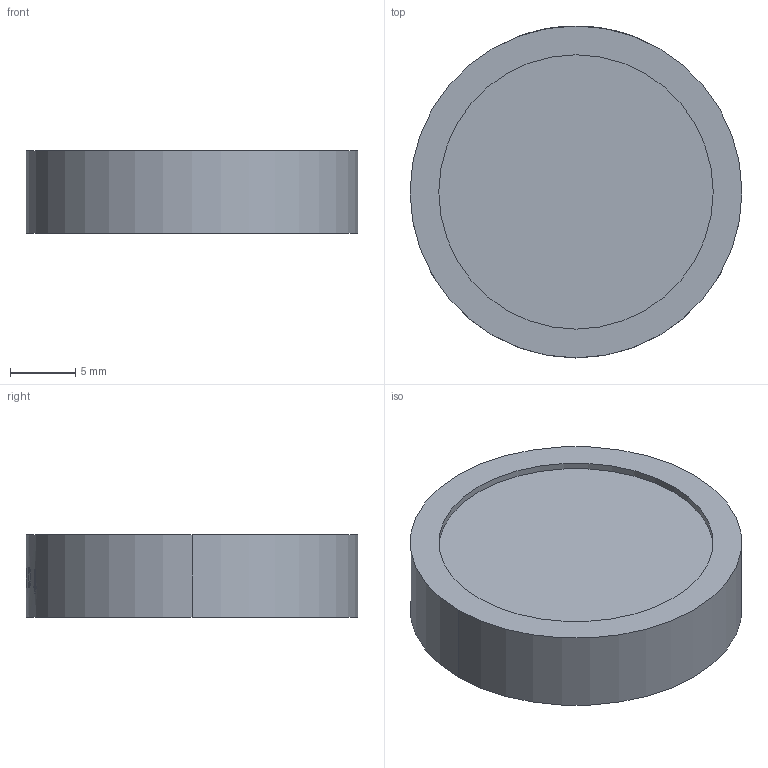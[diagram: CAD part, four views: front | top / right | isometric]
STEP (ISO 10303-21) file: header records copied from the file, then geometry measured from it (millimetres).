
FILE_DESCRIPTION (( 'STEP AP214' ), '1' );
FILE_NAME ('7047-E0W.STEP', '2010-04-23T14:55:57', ( 'Admin' ), ( 'Thorlabs, Inc.' ), 'SwSTEP 2.0', 'SolidWorks 2009', '' );
FILE_SCHEMA (( 'AUTOMOTIVE_DESIGN' ));
Length unit declared in the file: inch
Products named in the file (1): 7047-E0W
Bounding box: 25.4 x 25.4 x 6.3 mm (x, y, z)
Surface area: 1931.8 mm2 (no closed solid volume)
Topology: 0 solids, 3 shells, 18 faces, 75 edges, 71 vertices
Faces by surface type: cylinder 14, plane 4
Entity records: 1972 total; most frequent: CARTESIAN_POINT 1092, ORIENTED_EDGE 146, DIRECTION 95, EDGE_CURVE 75, VERTEX_POINT 71, AXIS2_PLACEMENT_3D 40, B_SPLINE_CURVE_WITH_KNOTS 39, EDGE_LOOP 30
